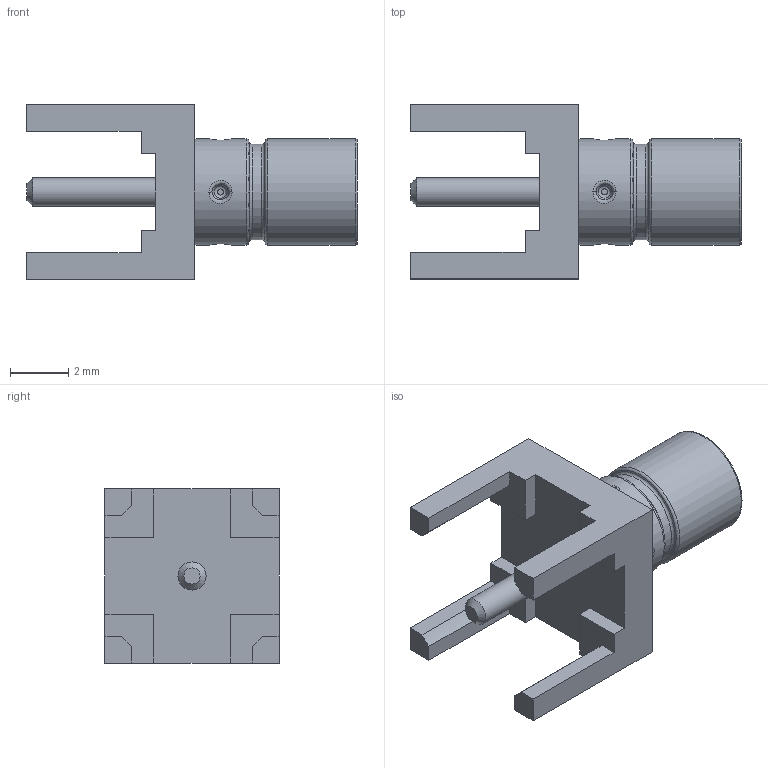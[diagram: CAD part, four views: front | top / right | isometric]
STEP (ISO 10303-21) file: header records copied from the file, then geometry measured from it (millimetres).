
FILE_DESCRIPTION(/* description */ (''),/* implementation_level */ '2;1');
FILE_NAME(/* name */ '131-3701-261 v2.step',/* time_stamp */ '2021-05-17T22:30:51-04:00',/* author */ (''),/* organization */ (''),/* preprocessor_version */ 'ST-DEVELOPER v18.1',/* originating_system */ 'Autodesk Translation Framework v10.6.0.1341',/* authorisation */ '');
FILE_SCHEMA (('AUTOMOTIVE_DESIGN { 1 0 10303 214 3 1 1 }'));
Length unit declared in the file: metre
Products named in the file (1): 131-3701-261
Bounding box: 11.38 x 5.99 x 5.99 mm (x, y, z)
Volume: 113.4 mm3; surface area: 280.6 mm2
Topology: 1 solids, 1 shells, 78 faces, 185 edges, 118 vertices
Faces by surface type: plane 40, bspline 12, cylinder 12, cone 9, torus 5
Full cylindrical faces by diameter (mm): 0.508 x1, 0.965 x1, 1.016 x1, 2.159 x1, 2.921 x1, 3.277 x1, 3.658 x2
Entity records: 3506 total; most frequent: CARTESIAN_POINT 1686, ORIENTED_EDGE 370, DIRECTION 366, EDGE_CURVE 185, AXIS2_PLACEMENT_3D 130, VERTEX_POINT 118, LINE 106, VECTOR 106
